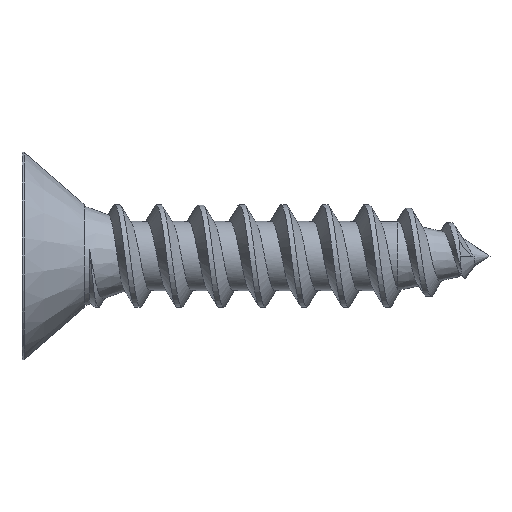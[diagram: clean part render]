
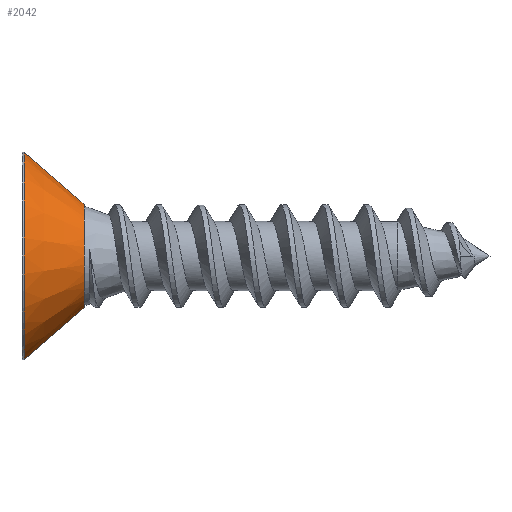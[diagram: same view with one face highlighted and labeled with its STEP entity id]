
A CAD part, front view. The second image highlights one B-rep face of the part: STEP entity #2042.
In plain terms, the highlighted conical face has half-angle 41 degrees and reference radius 2.083 mm.
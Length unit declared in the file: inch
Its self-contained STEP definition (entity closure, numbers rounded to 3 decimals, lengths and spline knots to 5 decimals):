
#44 = VERTEX_POINT ( 'NONE', #1434 ) ;
#115 = CARTESIAN_POINT ( 'NONE',  ( -0.37163, 0., 0. ) ) ;
#132 = LINE ( 'NONE', #2153, #2883 ) ;
#220 = DIRECTION ( 'NONE',  ( 0., 0., 1. ) ) ;
#278 = CONICAL_SURFACE ( 'NONE', #2076, 0.082, 0.716 ) ;
#360 = EDGE_CURVE ( 'NONE', #1522, #44, #2264, .T. ) ;
#458 = VERTEX_POINT ( 'NONE', #1046 ) ;
#473 = EDGE_CURVE ( 'NONE', #44, #458, #863, .T. ) ;
#560 = DIRECTION ( 'NONE',  ( 0., 0., 1. ) ) ;
#576 = ORIENTED_EDGE ( 'NONE', *, *, #360, .T. ) ;
#863 = LINE ( 'NONE', #3958, #4228 ) ;
#1046 = CARTESIAN_POINT ( 'NONE',  ( -0.37163, 0., 0.166 ) ) ;
#1085 = DIRECTION ( 'NONE',  ( -0.755, 0., -0.656 ) ) ;
#1088 = AXIS2_PLACEMENT_3D ( 'NONE', #4259, #2418, #220 ) ;
#1165 = ORIENTED_EDGE ( 'NONE', *, *, #473, .T. ) ;
#1434 = CARTESIAN_POINT ( 'NONE',  ( -0.275, 0., 0.082 ) ) ;
#1522 = VERTEX_POINT ( 'NONE', #1839 ) ;
#1569 = ORIENTED_EDGE ( 'NONE', *, *, #2168, .F. ) ;
#1839 = CARTESIAN_POINT ( 'NONE',  ( -0.275, 0., -0.082 ) ) ;
#2042 = ADVANCED_FACE ( 'NONE', ( #2348 ), #278, .T. ) ;
#2076 = AXIS2_PLACEMENT_3D ( 'NONE', #3353, #3037, #3613 ) ;
#2153 = CARTESIAN_POINT ( 'NONE',  ( -0.275, 0., -0.082 ) ) ;
#2168 = EDGE_CURVE ( 'NONE', #1522, #3603, #132, .T. ) ;
#2264 = CIRCLE ( 'NONE', #1088, 0.082 ) ;
#2348 = FACE_OUTER_BOUND ( 'NONE', #4425, .T. ) ;
#2418 = DIRECTION ( 'NONE',  ( -1., 0., 0. ) ) ;
#2463 = DIRECTION ( 'NONE',  ( -0.755, 0., 0.656 ) ) ;
#2535 = EDGE_CURVE ( 'NONE', #3603, #458, #3431, .T. ) ;
#2661 = DIRECTION ( 'NONE',  ( -1., 0., 0. ) ) ;
#2883 = VECTOR ( 'NONE', #1085, 39.37008 ) ;
#3037 = DIRECTION ( 'NONE',  ( -1., 0., 0. ) ) ;
#3353 = CARTESIAN_POINT ( 'NONE',  ( -0.275, 0., 0. ) ) ;
#3431 = CIRCLE ( 'NONE', #4290, 0.166 ) ;
#3603 = VERTEX_POINT ( 'NONE', #4401 ) ;
#3613 = DIRECTION ( 'NONE',  ( 0., 0., 1. ) ) ;
#3958 = CARTESIAN_POINT ( 'NONE',  ( -0.275, 0., 0.082 ) ) ;
#4228 = VECTOR ( 'NONE', #2463, 39.37008 ) ;
#4259 = CARTESIAN_POINT ( 'NONE',  ( -0.275, 0., 0. ) ) ;
#4290 = AXIS2_PLACEMENT_3D ( 'NONE', #115, #2661, #560 ) ;
#4401 = CARTESIAN_POINT ( 'NONE',  ( -0.37163, 0., -0.166 ) ) ;
#4425 = EDGE_LOOP ( 'NONE', ( #1569, #576, #1165, #4429 ) ) ;
#4429 = ORIENTED_EDGE ( 'NONE', *, *, #2535, .F. ) ;
